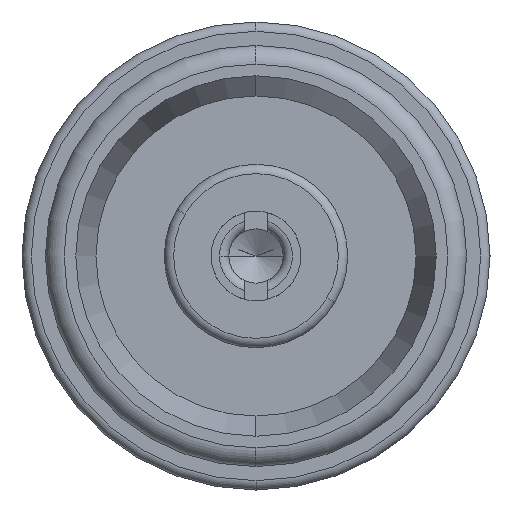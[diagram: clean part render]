
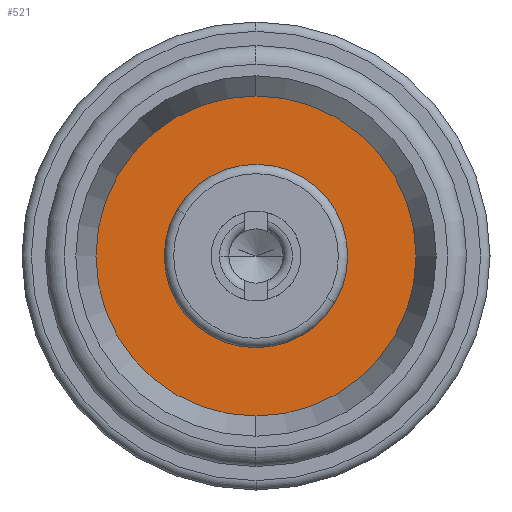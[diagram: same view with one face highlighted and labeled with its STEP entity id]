
A CAD part, left-side view. The second image highlights one B-rep face of the part: STEP entity #521.
In plain terms, the highlighted planar face has unit normal (-1, 0, 0).
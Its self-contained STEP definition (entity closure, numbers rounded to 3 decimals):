
#42 = AXIS2_PLACEMENT_3D ( 'NONE', #2123, #4878, #2516 ) ;
#112 = DIRECTION ( 'NONE',  ( 0., 0.861, 0.509 ) ) ;
#249 = VERTEX_POINT ( 'NONE', #787 ) ;
#441 = EDGE_LOOP ( 'NONE', ( #4173, #2643 ) ) ;
#521 = ADVANCED_FACE ( 'NONE', ( #2218, #4328 ), #1157, .F. ) ;
#722 = EDGE_CURVE ( 'NONE', #5122, #249, #1963, .T. ) ;
#787 = CARTESIAN_POINT ( 'NONE',  ( 4.06, 0.844, 0.499 ) ) ;
#1157 = PLANE ( 'NONE',  #1969 ) ;
#1169 = CIRCLE ( 'NONE', #1540, 1.8 ) ;
#1180 = VERTEX_POINT ( 'NONE', #1694 ) ;
#1529 = CARTESIAN_POINT ( 'NONE',  ( 4.06, 0., 0. ) ) ;
#1540 = AXIS2_PLACEMENT_3D ( 'NONE', #2054, #4818, #2457 ) ;
#1694 = CARTESIAN_POINT ( 'NONE',  ( 4.06, 0., -1.8 ) ) ;
#1733 = ORIENTED_EDGE ( 'NONE', *, *, #1901, .T. ) ;
#1762 = EDGE_LOOP ( 'NONE', ( #1733, #2763 ) ) ;
#1886 = DIRECTION ( 'NONE',  ( 0., -0.861, -0.509 ) ) ;
#1901 = EDGE_CURVE ( 'NONE', #4080, #1180, #1933, .T. ) ;
#1930 = DIRECTION ( 'NONE',  ( 0., 0.861, 0.509 ) ) ;
#1933 = CIRCLE ( 'NONE', #42, 1.8 ) ;
#1963 = CIRCLE ( 'NONE', #4067, 0.98 ) ;
#1969 = AXIS2_PLACEMENT_3D ( 'NONE', #5055, #2673, #1886 ) ;
#2054 = CARTESIAN_POINT ( 'NONE',  ( 4.06, 0., 0. ) ) ;
#2123 = CARTESIAN_POINT ( 'NONE',  ( 4.06, 0., 0. ) ) ;
#2211 = EDGE_CURVE ( 'NONE', #249, #5122, #4619, .T. ) ;
#2218 = FACE_BOUND ( 'NONE', #441, .T. ) ;
#2457 = DIRECTION ( 'NONE',  ( 0., 0., 1. ) ) ;
#2516 = DIRECTION ( 'NONE',  ( 0., 0., 1. ) ) ;
#2586 = CARTESIAN_POINT ( 'NONE',  ( 4.06, 0., 1.8 ) ) ;
#2643 = ORIENTED_EDGE ( 'NONE', *, *, #722, .F. ) ;
#2673 = DIRECTION ( 'NONE',  ( 1., 0., 0. ) ) ;
#2763 = ORIENTED_EDGE ( 'NONE', *, *, #3167, .T. ) ;
#3083 = DIRECTION ( 'NONE',  ( -1., 0., 0. ) ) ;
#3096 = CARTESIAN_POINT ( 'NONE',  ( 4.06, 0., 0. ) ) ;
#3167 = EDGE_CURVE ( 'NONE', #1180, #4080, #1169, .T. ) ;
#4067 = AXIS2_PLACEMENT_3D ( 'NONE', #3096, #3083, #112 ) ;
#4080 = VERTEX_POINT ( 'NONE', #2586 ) ;
#4173 = ORIENTED_EDGE ( 'NONE', *, *, #2211, .F. ) ;
#4296 = DIRECTION ( 'NONE',  ( -1., 0., 0. ) ) ;
#4328 = FACE_OUTER_BOUND ( 'NONE', #1762, .T. ) ;
#4619 = CIRCLE ( 'NONE', #4844, 0.98 ) ;
#4716 = CARTESIAN_POINT ( 'NONE',  ( 4.06, -0.844, -0.499 ) ) ;
#4818 = DIRECTION ( 'NONE',  ( -1., 0., 0. ) ) ;
#4844 = AXIS2_PLACEMENT_3D ( 'NONE', #1529, #4296, #1930 ) ;
#4878 = DIRECTION ( 'NONE',  ( -1., 0., 0. ) ) ;
#5055 = CARTESIAN_POINT ( 'NONE',  ( 4.06, 0.499, -0.844 ) ) ;
#5122 = VERTEX_POINT ( 'NONE', #4716 ) ;
